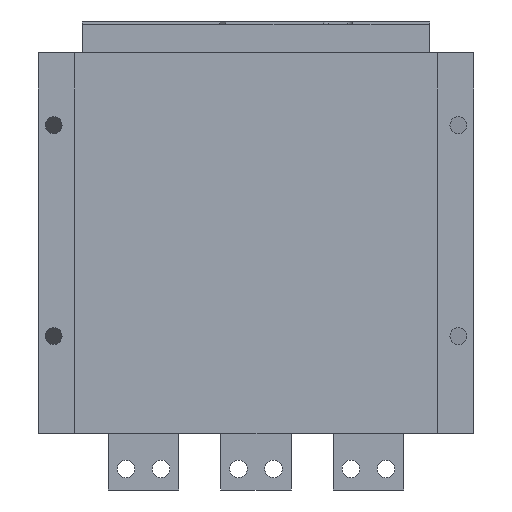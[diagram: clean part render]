
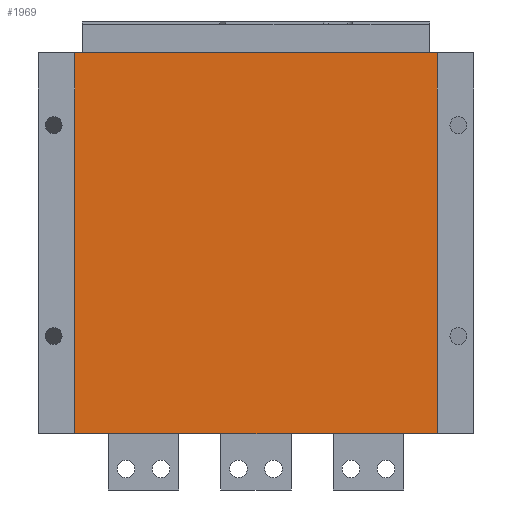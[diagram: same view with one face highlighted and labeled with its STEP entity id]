
A CAD part, front view. The second image highlights one B-rep face of the part: STEP entity #1969.
In plain terms, the highlighted planar face has unit normal (0, -1, 0).
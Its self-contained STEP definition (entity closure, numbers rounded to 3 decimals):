
#236 = LINE ( 'NONE', #6207, #6954 ) ;
#571 = DIRECTION ( 'NONE',  ( 0., -1., 0. ) ) ;
#1534 = EDGE_CURVE ( 'NONE', #6016, #13732, #2771, .T. ) ;
#1568 = DIRECTION ( 'NONE',  ( 1., 0., 0. ) ) ;
#1636 = VECTOR ( 'NONE', #5185, 1000. ) ;
#1834 = ORIENTED_EDGE ( 'NONE', *, *, #17369, .T. ) ;
#1969 = ADVANCED_FACE ( 'NONE', ( #10577 ), #7762, .T. ) ;
#2070 = DIRECTION ( 'NONE',  ( 1., 0., 0. ) ) ;
#2238 = CARTESIAN_POINT ( 'NONE',  ( 129., 0., -271. ) ) ;
#2633 = ORIENTED_EDGE ( 'NONE', *, *, #1534, .F. ) ;
#2636 = EDGE_LOOP ( 'NONE', ( #2633, #6784, #1834, #5833 ) ) ;
#2771 = LINE ( 'NONE', #8667, #9364 ) ;
#5185 = DIRECTION ( 'NONE',  ( 0., 0., 1. ) ) ;
#5215 = VECTOR ( 'NONE', #9337, 1000. ) ;
#5833 = ORIENTED_EDGE ( 'NONE', *, *, #18169, .T. ) ;
#6016 = VERTEX_POINT ( 'NONE', #18246 ) ;
#6051 = LINE ( 'NONE', #2238, #5215 ) ;
#6207 = CARTESIAN_POINT ( 'NONE',  ( 129., 0., -271. ) ) ;
#6784 = ORIENTED_EDGE ( 'NONE', *, *, #16272, .F. ) ;
#6954 = VECTOR ( 'NONE', #17352, 1000. ) ;
#7052 = CARTESIAN_POINT ( 'NONE',  ( 129., 0., -271. ) ) ;
#7762 = PLANE ( 'NONE',  #12305 ) ;
#8667 = CARTESIAN_POINT ( 'NONE',  ( 129., 0., 0. ) ) ;
#9096 = CARTESIAN_POINT ( 'NONE',  ( 129., 0., 0. ) ) ;
#9337 = DIRECTION ( 'NONE',  ( 1., 0., 0. ) ) ;
#9364 = VECTOR ( 'NONE', #1568, 1000. ) ;
#10577 = FACE_OUTER_BOUND ( 'NONE', #2636, .T. ) ;
#10859 = CARTESIAN_POINT ( 'NONE',  ( -129., 0., -271. ) ) ;
#12163 = CARTESIAN_POINT ( 'NONE',  ( 129., 0., -271. ) ) ;
#12305 = AXIS2_PLACEMENT_3D ( 'NONE', #12163, #571, #2070 ) ;
#12402 = CARTESIAN_POINT ( 'NONE',  ( -129., 0., -271. ) ) ;
#13732 = VERTEX_POINT ( 'NONE', #9096 ) ;
#16272 = EDGE_CURVE ( 'NONE', #16973, #6016, #18018, .T. ) ;
#16973 = VERTEX_POINT ( 'NONE', #10859 ) ;
#17352 = DIRECTION ( 'NONE',  ( 0., 0., 1. ) ) ;
#17369 = EDGE_CURVE ( 'NONE', #16973, #18076, #6051, .T. ) ;
#18018 = LINE ( 'NONE', #12402, #1636 ) ;
#18076 = VERTEX_POINT ( 'NONE', #7052 ) ;
#18169 = EDGE_CURVE ( 'NONE', #18076, #13732, #236, .T. ) ;
#18246 = CARTESIAN_POINT ( 'NONE',  ( -129., 0., 0. ) ) ;
